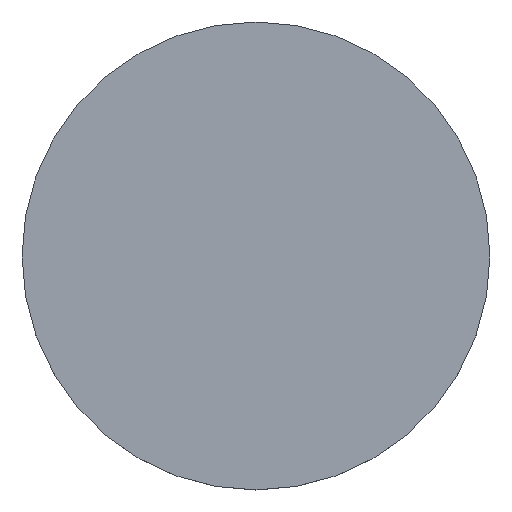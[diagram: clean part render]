
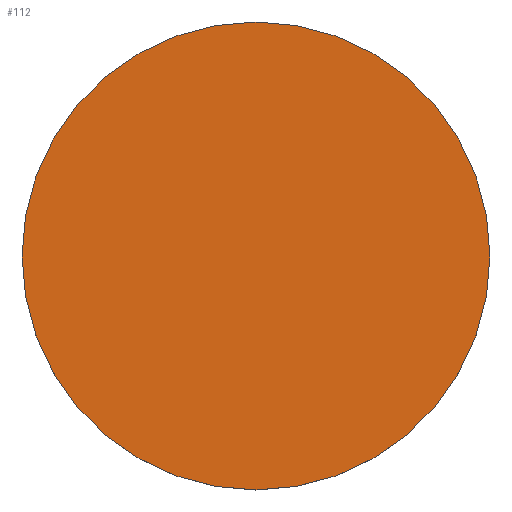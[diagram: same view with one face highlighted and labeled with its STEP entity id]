
A CAD part, top view. The second image highlights one B-rep face of the part: STEP entity #112.
In plain terms, the highlighted planar face has unit normal (0, 0, 1).
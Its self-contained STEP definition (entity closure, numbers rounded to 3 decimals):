
#4 = CIRCLE ( 'NONE', #59, 50. ) ;
#10 = CARTESIAN_POINT ( 'NONE',  ( 50., 0., 6. ) ) ;
#14 = VERTEX_POINT ( 'NONE', #10 ) ;
#20 = CARTESIAN_POINT ( 'NONE',  ( -50., 0., 6. ) ) ;
#38 = AXIS2_PLACEMENT_3D ( 'NONE', #162, #85, #45 ) ;
#45 = DIRECTION ( 'NONE',  ( 1., 0., 0. ) ) ;
#47 = CARTESIAN_POINT ( 'NONE',  ( 0., 0., 6. ) ) ;
#48 = EDGE_LOOP ( 'NONE', ( #160, #51 ) ) ;
#51 = ORIENTED_EDGE ( 'NONE', *, *, #82, .T. ) ;
#58 = DIRECTION ( 'NONE',  ( 1., 0., 0. ) ) ;
#59 = AXIS2_PLACEMENT_3D ( 'NONE', #47, #136, #58 ) ;
#60 = CARTESIAN_POINT ( 'NONE',  ( 0., 0., 6. ) ) ;
#66 = CIRCLE ( 'NONE', #111, 50. ) ;
#79 = FACE_OUTER_BOUND ( 'NONE', #48, .T. ) ;
#82 = EDGE_CURVE ( 'NONE', #14, #149, #66, .T. ) ;
#85 = DIRECTION ( 'NONE',  ( 0., 0., 1. ) ) ;
#111 = AXIS2_PLACEMENT_3D ( 'NONE', #60, #127, #133 ) ;
#112 = ADVANCED_FACE ( 'NONE', ( #79 ), #174, .T. ) ;
#127 = DIRECTION ( 'NONE',  ( 0., 0., 1. ) ) ;
#133 = DIRECTION ( 'NONE',  ( 1., 0., 0. ) ) ;
#136 = DIRECTION ( 'NONE',  ( 0., 0., 1. ) ) ;
#149 = VERTEX_POINT ( 'NONE', #20 ) ;
#160 = ORIENTED_EDGE ( 'NONE', *, *, #170, .T. ) ;
#162 = CARTESIAN_POINT ( 'NONE',  ( 0., 0., 6. ) ) ;
#170 = EDGE_CURVE ( 'NONE', #149, #14, #4, .T. ) ;
#174 = PLANE ( 'NONE',  #38 ) ;
